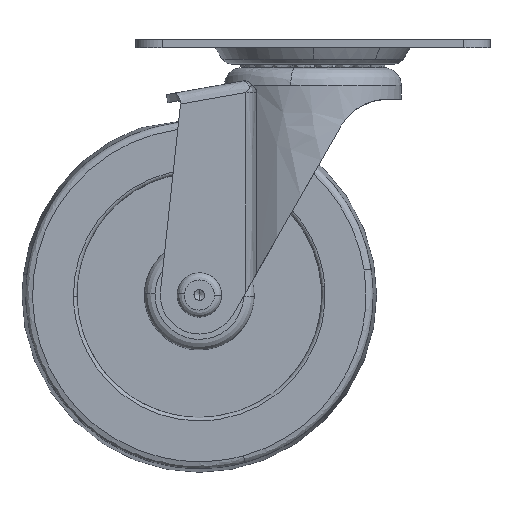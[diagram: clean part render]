
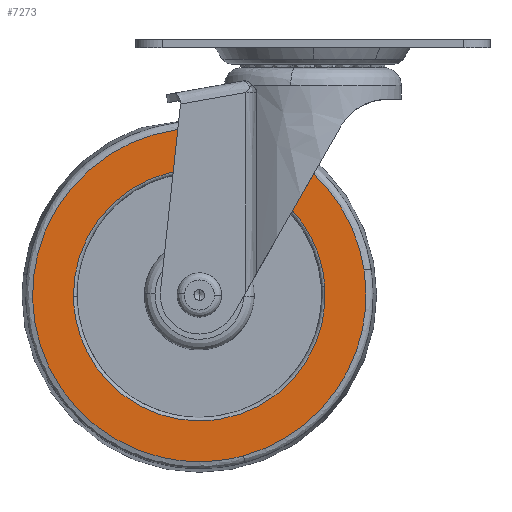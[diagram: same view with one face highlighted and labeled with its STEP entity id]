
A CAD part, front view. The second image highlights one B-rep face of the part: STEP entity #7273.
In plain terms, the highlighted free-form (B-spline) face has degree [1, 1] with [2, 2] control points.
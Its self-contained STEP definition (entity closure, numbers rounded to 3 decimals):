
#5876=CARTESIAN_POINT('',(-35.497,-13.5,-0.446));
#5877=VERTEX_POINT('',#5876);
#5891=CARTESIAN_POINT('',(0.0,-13.5,-35.5));
#5892=VERTEX_POINT('',#5891);
#5893=CARTESIAN_POINT('',(0.0,-13.5,-35.5));
#5894=CARTESIAN_POINT('',(-35.057,-13.5,-35.5));
#5895=CARTESIAN_POINT('',(-35.497,-13.5,-0.446));
#5903=(BOUNDED_CURVE()B_SPLINE_CURVE(2,(#5893,#5894,#5895),.UNSPECIFIED.,.F.,.U.)B_SPLINE_CURVE_WITH_KNOTS((3,3),(0.5,0.748),.UNSPECIFIED.)CURVE()GEOMETRIC_REPRESENTATION_ITEM()RATIONAL_B_SPLINE_CURVE((1.0,0.71,0.995))REPRESENTATION_ITEM(''));
#5904=EDGE_CURVE('',#5892,#5877,#5903,.T.);
#5906=CARTESIAN_POINT('',(35.414,-13.5,2.476));
#5907=VERTEX_POINT('',#5906);
#5908=CARTESIAN_POINT('',(35.414,-13.5,2.476));
#5909=CARTESIAN_POINT('',(35.5,-13.5,1.239));
#5910=CARTESIAN_POINT('',(35.5,-13.5,0.));
#5911=CARTESIAN_POINT('',(35.5,-13.5,-35.5));
#5912=CARTESIAN_POINT('',(0.0,-13.5,-35.5));
#5920=(BOUNDED_CURVE()B_SPLINE_CURVE(2,(#5908,#5909,#5910,#5911,#5912),.UNSPECIFIED.,.F.,.U.)B_SPLINE_CURVE_WITH_KNOTS((3,2,3),(0.238,0.25,0.5),.UNSPECIFIED.)CURVE()GEOMETRIC_REPRESENTATION_ITEM()RATIONAL_B_SPLINE_CURVE((0.973,0.986,1.0,0.707,1.0))REPRESENTATION_ITEM(''));
#5921=EDGE_CURVE('',#5907,#5892,#5920,.T.);
#5964=CARTESIAN_POINT('',(0.0,-13.5,35.5));
#5965=VERTEX_POINT('',#5964);
#5966=CARTESIAN_POINT('',(0.0,-13.5,35.5));
#5967=CARTESIAN_POINT('',(33.105,-13.5,35.5));
#5968=CARTESIAN_POINT('',(35.414,-13.5,2.476));
#5976=(BOUNDED_CURVE()B_SPLINE_CURVE(2,(#5966,#5967,#5968),.UNSPECIFIED.,.F.,.U.)B_SPLINE_CURVE_WITH_KNOTS((3,3),(0.0,0.238),.UNSPECIFIED.)CURVE()GEOMETRIC_REPRESENTATION_ITEM()RATIONAL_B_SPLINE_CURVE((1.0,0.721,0.973))REPRESENTATION_ITEM(''));
#5977=EDGE_CURVE('',#5965,#5907,#5976,.T.);
#5979=CARTESIAN_POINT('',(-35.497,-13.5,-0.446));
#5980=CARTESIAN_POINT('',(-35.5,-13.5,-0.223));
#5981=CARTESIAN_POINT('',(-35.5,-13.5,0.));
#5982=CARTESIAN_POINT('',(-35.5,-13.5,35.5));
#5983=CARTESIAN_POINT('',(0.0,-13.5,35.5));
#5991=(BOUNDED_CURVE()B_SPLINE_CURVE(2,(#5979,#5980,#5981,#5982,#5983),.UNSPECIFIED.,.F.,.U.)B_SPLINE_CURVE_WITH_KNOTS((3,2,3),(0.748,0.75,1.0),.UNSPECIFIED.)CURVE()GEOMETRIC_REPRESENTATION_ITEM()RATIONAL_B_SPLINE_CURVE((0.995,0.997,1.0,0.707,1.0))REPRESENTATION_ITEM(''));
#5992=EDGE_CURVE('',#5877,#5965,#5991,.T.);
#6192=CARTESIAN_POINT('',(46.487,-13.5,7.064));
#6193=VERTEX_POINT('',#6192);
#6207=CARTESIAN_POINT('',(12.384,-13.5,-45.36));
#6208=VERTEX_POINT('',#6207);
#6209=CARTESIAN_POINT('',(12.384,-13.5,-45.36));
#6210=CARTESIAN_POINT('',(47.021,-13.5,-35.904));
#6211=CARTESIAN_POINT('',(47.021,-13.5,0.));
#6212=CARTESIAN_POINT('',(47.021,-13.5,3.552));
#6213=CARTESIAN_POINT('',(46.487,-13.5,7.064));
#6221=(BOUNDED_CURVE()B_SPLINE_CURVE(2,(#6209,#6210,#6211,#6212,#6213),.UNSPECIFIED.,.F.,.U.)B_SPLINE_CURVE_WITH_KNOTS((3,2,3),(0.045,0.25,0.276),.UNSPECIFIED.)CURVE()GEOMETRIC_REPRESENTATION_ITEM()RATIONAL_B_SPLINE_CURVE((0.914,0.76,1.0,0.97,0.946))REPRESENTATION_ITEM(''));
#6222=EDGE_CURVE('',#6208,#6193,#6221,.T.);
#6291=CARTESIAN_POINT('',(0.0,-13.5,-47.021));
#6292=VERTEX_POINT('',#6291);
#6293=CARTESIAN_POINT('',(0.0,-13.5,-47.021));
#6294=CARTESIAN_POINT('',(6.303,-13.5,-47.021));
#6295=CARTESIAN_POINT('',(12.384,-13.5,-45.36));
#6303=(BOUNDED_CURVE()B_SPLINE_CURVE(2,(#6293,#6294,#6295),.UNSPECIFIED.,.F.,.U.)B_SPLINE_CURVE_WITH_KNOTS((3,3),(0.0,0.045),.UNSPECIFIED.)CURVE()GEOMETRIC_REPRESENTATION_ITEM()RATIONAL_B_SPLINE_CURVE((1.0,0.947,0.914))REPRESENTATION_ITEM(''));
#6304=EDGE_CURVE('',#6292,#6208,#6303,.T.);
#6306=CARTESIAN_POINT('',(0.0,-13.5,47.021));
#6307=VERTEX_POINT('',#6306);
#6308=CARTESIAN_POINT('',(0.0,-13.5,47.021));
#6309=CARTESIAN_POINT('',(-47.021,-13.5,47.021));
#6310=CARTESIAN_POINT('',(-47.021,-13.5,0.));
#6311=CARTESIAN_POINT('',(-47.021,-13.5,-47.021));
#6312=CARTESIAN_POINT('',(0.0,-13.5,-47.021));
#6320=(BOUNDED_CURVE()B_SPLINE_CURVE(2,(#6308,#6309,#6310,#6311,#6312),.UNSPECIFIED.,.F.,.U.)B_SPLINE_CURVE_WITH_KNOTS((3,2,3),(0.5,0.75,1.0),.UNSPECIFIED.)CURVE()GEOMETRIC_REPRESENTATION_ITEM()RATIONAL_B_SPLINE_CURVE((1.0,0.707,1.0,0.707,1.0))REPRESENTATION_ITEM(''));
#6321=EDGE_CURVE('',#6307,#6292,#6320,.T.);
#6323=CARTESIAN_POINT('',(46.487,-13.5,7.064));
#6324=CARTESIAN_POINT('',(40.415,-13.5,47.021));
#6325=CARTESIAN_POINT('',(0.0,-13.5,47.021));
#6333=(BOUNDED_CURVE()B_SPLINE_CURVE(2,(#6323,#6324,#6325),.UNSPECIFIED.,.F.,.U.)B_SPLINE_CURVE_WITH_KNOTS((3,3),(0.276,0.5),.UNSPECIFIED.)CURVE()GEOMETRIC_REPRESENTATION_ITEM()RATIONAL_B_SPLINE_CURVE((0.946,0.737,1.0))REPRESENTATION_ITEM(''));
#6334=EDGE_CURVE('',#6193,#6307,#6333,.T.);
#7256=CARTESIAN_POINT('',(-51.718,-13.5,-51.718));
#7257=CARTESIAN_POINT('',(-51.718,-13.5,51.718));
#7258=CARTESIAN_POINT('',(51.717,-13.5,-51.718));
#7259=CARTESIAN_POINT('',(51.717,-13.5,51.718));
#7260=B_SPLINE_SURFACE_WITH_KNOTS('',1,1,((#7256,#7258),(#7257,#7259)),.UNSPECIFIED.,.F.,.F.,.U.,(2,2),(2,2),(0.0,103.436),(0.0,103.435),.UNSPECIFIED.);
#7261=ORIENTED_EDGE('',*,*,#6304,.T.);
#7262=ORIENTED_EDGE('',*,*,#6222,.T.);
#7263=ORIENTED_EDGE('',*,*,#6334,.T.);
#7264=ORIENTED_EDGE('',*,*,#6321,.T.);
#7265=EDGE_LOOP('',(#7261,#7262,#7263,#7264));
#7266=FACE_OUTER_BOUND('',#7265,.T.);
#7267=ORIENTED_EDGE('',*,*,#5904,.T.);
#7268=ORIENTED_EDGE('',*,*,#5992,.T.);
#7269=ORIENTED_EDGE('',*,*,#5977,.T.);
#7270=ORIENTED_EDGE('',*,*,#5921,.T.);
#7271=EDGE_LOOP('',(#7267,#7268,#7269,#7270));
#7272=FACE_BOUND('',#7271,.T.);
#7273=ADVANCED_FACE('',(#7266,#7272),#7260,.F.);
